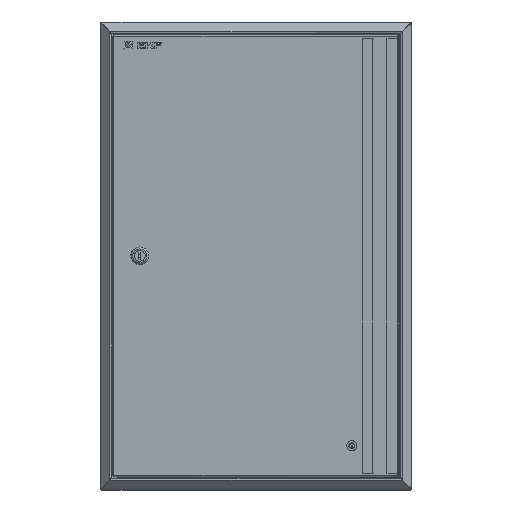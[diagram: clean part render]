
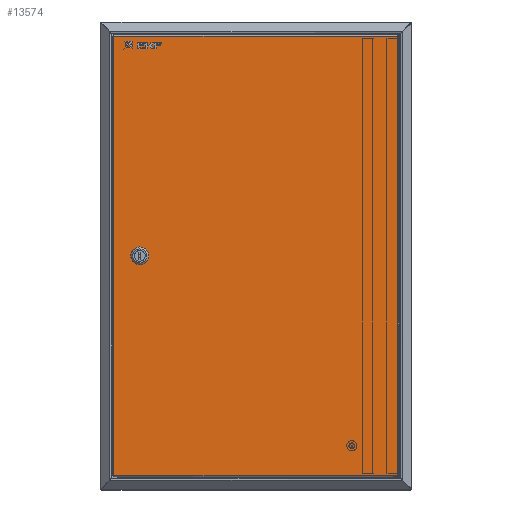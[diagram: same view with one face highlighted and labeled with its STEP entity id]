
A CAD part, top view. The second image highlights one B-rep face of the part: STEP entity #13574.
In plain terms, the highlighted planar face has unit normal (0, 0, 1).
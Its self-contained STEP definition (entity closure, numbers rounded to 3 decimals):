
#11 = EDGE_CURVE ( 'NONE', #2238, #19431, #26241, .T. ) ;
#588 = EDGE_CURVE ( 'NONE', #27647, #20516, #7916, .T. ) ;
#626 = FACE_BOUND ( 'NONE', #22435, .T. ) ;
#1251 = VERTEX_POINT ( 'NONE', #23750 ) ;
#1460 = VECTOR ( 'NONE', #25890, 1000. ) ;
#2074 = AXIS2_PLACEMENT_3D ( 'NONE', #9807, #12036, #27494 ) ;
#2094 = EDGE_CURVE ( 'NONE', #3970, #9504, #2641, .T. ) ;
#2238 = VERTEX_POINT ( 'NONE', #27195 ) ;
#2641 = LINE ( 'NONE', #7393, #8501 ) ;
#2797 = VECTOR ( 'NONE', #12791, 1000. ) ;
#3023 = DIRECTION ( 'NONE',  ( 1., 0., 0. ) ) ;
#3050 = CIRCLE ( 'NONE', #24919, 0.5 ) ;
#3052 = ORIENTED_EDGE ( 'NONE', *, *, #11, .F. ) ;
#3650 = AXIS2_PLACEMENT_3D ( 'NONE', #12578, #18085, #24341 ) ;
#3788 = EDGE_CURVE ( 'NONE', #9504, #22257, #11147, .T. ) ;
#3970 = VERTEX_POINT ( 'NONE', #23414 ) ;
#4024 = DIRECTION ( 'NONE',  ( 0., 0., -1. ) ) ;
#4030 = AXIS2_PLACEMENT_3D ( 'NONE', #21365, #8108, #23535 ) ;
#4279 = VECTOR ( 'NONE', #19139, 1000. ) ;
#4317 = ORIENTED_EDGE ( 'NONE', *, *, #2094, .T. ) ;
#4762 = AXIS2_PLACEMENT_3D ( 'NONE', #22449, #13638, #3023 ) ;
#4831 = EDGE_CURVE ( 'NONE', #20516, #2238, #7351, .T. ) ;
#5181 = CARTESIAN_POINT ( 'NONE',  ( 41.8, 279.981, 0. ) ) ;
#5667 = ORIENTED_EDGE ( 'NONE', *, *, #21125, .F. ) ;
#5880 = EDGE_CURVE ( 'NONE', #20524, #3970, #15330, .T. ) ;
#5910 = CARTESIAN_POINT ( 'NONE',  ( 0., 0., 0. ) ) ;
#7351 = LINE ( 'NONE', #14768, #1460 ) ;
#7393 = CARTESIAN_POINT ( 'NONE',  ( 363.7, 0.877, 0. ) ) ;
#7542 = ORIENTED_EDGE ( 'NONE', *, *, #25464, .T. ) ;
#7916 = CIRCLE ( 'NONE', #3650, 9.25 ) ;
#8108 = DIRECTION ( 'NONE',  ( 0., 0., -1. ) ) ;
#8395 = CARTESIAN_POINT ( 'NONE',  ( 0., 1.7, 0. ) ) ;
#8411 = EDGE_LOOP ( 'NONE', ( #4317, #20929, #26433, #21112 ) ) ;
#8501 = VECTOR ( 'NONE', #20653, 1000. ) ;
#9058 = EDGE_CURVE ( 'NONE', #17016, #1251, #18312, .T. ) ;
#9246 = CARTESIAN_POINT ( 'NONE',  ( 363.7, 565.56, 0. ) ) ;
#9481 = VECTOR ( 'NONE', #27772, 1000. ) ;
#9504 = VERTEX_POINT ( 'NONE', #9246 ) ;
#9807 = CARTESIAN_POINT ( 'NONE',  ( 0., 0., 0. ) ) ;
#10682 = EDGE_LOOP ( 'NONE', ( #16411, #7542 ) ) ;
#11147 = LINE ( 'NONE', #11646, #16349 ) ;
#11292 = CARTESIAN_POINT ( 'NONE',  ( 24.8, 287.279, 0. ) ) ;
#11646 = CARTESIAN_POINT ( 'NONE',  ( 364.523, 565.56, 0. ) ) ;
#12036 = DIRECTION ( 'NONE',  ( 0., 0., -1. ) ) ;
#12578 = CARTESIAN_POINT ( 'NONE',  ( 33.3, 283.63, 0. ) ) ;
#12791 = DIRECTION ( 'NONE',  ( 0., 1., 0. ) ) ;
#12853 = CARTESIAN_POINT ( 'NONE',  ( 41.8, 287.279, 0. ) ) ;
#13574 = ADVANCED_FACE ( 'NONE', ( #26203, #626, #23425 ), #16376, .F. ) ;
#13638 = DIRECTION ( 'NONE',  ( 0., 0., 1. ) ) ;
#14768 = CARTESIAN_POINT ( 'NONE',  ( 24.8, 287.279, 0. ) ) ;
#14993 = CARTESIAN_POINT ( 'NONE',  ( 41.8, 287.279, 0. ) ) ;
#15214 = LINE ( 'NONE', #14993, #2797 ) ;
#15330 = LINE ( 'NONE', #18879, #9481 ) ;
#15923 = CARTESIAN_POINT ( 'NONE',  ( 0., 565.56, 0. ) ) ;
#16349 = VECTOR ( 'NONE', #27119, 1000. ) ;
#16376 = PLANE ( 'NONE',  #2074 ) ;
#16411 = ORIENTED_EDGE ( 'NONE', *, *, #9058, .T. ) ;
#17016 = VERTEX_POINT ( 'NONE', #23810 ) ;
#17277 = CARTESIAN_POINT ( 'NONE',  ( 305.4, 40., 0. ) ) ;
#17445 = ORIENTED_EDGE ( 'NONE', *, *, #588, .F. ) ;
#18085 = DIRECTION ( 'NONE',  ( 0., 0., 1. ) ) ;
#18312 = CIRCLE ( 'NONE', #4030, 0.5 ) ;
#18879 = CARTESIAN_POINT ( 'NONE',  ( 0., 1.7, 0. ) ) ;
#19139 = DIRECTION ( 'NONE',  ( 0., -1., 0. ) ) ;
#19431 = VERTEX_POINT ( 'NONE', #5181 ) ;
#19492 = DIRECTION ( 'NONE',  ( -1., 0., 0. ) ) ;
#20516 = VERTEX_POINT ( 'NONE', #11292 ) ;
#20524 = VERTEX_POINT ( 'NONE', #8395 ) ;
#20653 = DIRECTION ( 'NONE',  ( 0., 1., 0. ) ) ;
#20929 = ORIENTED_EDGE ( 'NONE', *, *, #3788, .T. ) ;
#21112 = ORIENTED_EDGE ( 'NONE', *, *, #5880, .T. ) ;
#21125 = EDGE_CURVE ( 'NONE', #19431, #27647, #15214, .T. ) ;
#21365 = CARTESIAN_POINT ( 'NONE',  ( 305.4, 40., 0. ) ) ;
#22257 = VERTEX_POINT ( 'NONE', #15923 ) ;
#22435 = EDGE_LOOP ( 'NONE', ( #26747, #17445, #5667, #3052 ) ) ;
#22449 = CARTESIAN_POINT ( 'NONE',  ( 33.3, 283.63, 0. ) ) ;
#23414 = CARTESIAN_POINT ( 'NONE',  ( 363.7, 1.7, 0. ) ) ;
#23425 = FACE_OUTER_BOUND ( 'NONE', #8411, .T. ) ;
#23535 = DIRECTION ( 'NONE',  ( -1., 0., 0. ) ) ;
#23750 = CARTESIAN_POINT ( 'NONE',  ( 305.9, 40., 0. ) ) ;
#23810 = CARTESIAN_POINT ( 'NONE',  ( 304.9, 40., 0. ) ) ;
#24341 = DIRECTION ( 'NONE',  ( 1., 0., 0. ) ) ;
#24919 = AXIS2_PLACEMENT_3D ( 'NONE', #17277, #4024, #19492 ) ;
#25464 = EDGE_CURVE ( 'NONE', #1251, #17016, #3050, .T. ) ;
#25890 = DIRECTION ( 'NONE',  ( 0., -1., 0. ) ) ;
#26203 = FACE_BOUND ( 'NONE', #10682, .T. ) ;
#26241 = CIRCLE ( 'NONE', #4762, 9.25 ) ;
#26433 = ORIENTED_EDGE ( 'NONE', *, *, #28279, .T. ) ;
#26747 = ORIENTED_EDGE ( 'NONE', *, *, #4831, .F. ) ;
#27116 = LINE ( 'NONE', #5910, #4279 ) ;
#27119 = DIRECTION ( 'NONE',  ( -1., 0., 0. ) ) ;
#27195 = CARTESIAN_POINT ( 'NONE',  ( 24.8, 279.981, 0. ) ) ;
#27494 = DIRECTION ( 'NONE',  ( -1., 0., 0. ) ) ;
#27647 = VERTEX_POINT ( 'NONE', #12853 ) ;
#27772 = DIRECTION ( 'NONE',  ( 1., 0., 0. ) ) ;
#28279 = EDGE_CURVE ( 'NONE', #22257, #20524, #27116, .T. ) ;
